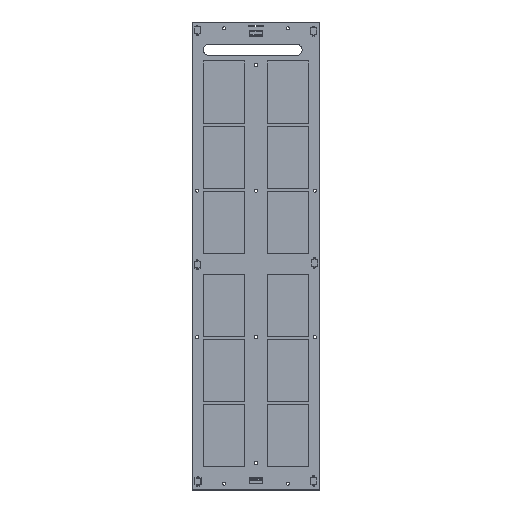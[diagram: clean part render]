
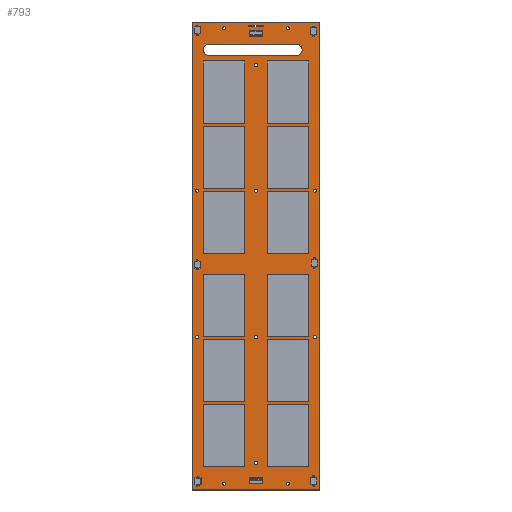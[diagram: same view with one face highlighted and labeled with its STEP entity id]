
A CAD part, top view. The second image highlights one B-rep face of the part: STEP entity #793.
In plain terms, the highlighted planar face has unit normal (0, 0, 1).
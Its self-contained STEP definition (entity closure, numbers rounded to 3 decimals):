
#22 = VERTEX_POINT('',#23);
#23 = CARTESIAN_POINT('',(40.,-147.,0.));
#40 = VERTEX_POINT('',#41);
#41 = CARTESIAN_POINT('',(-40.,-147.,0.));
#47 = EDGE_CURVE('',#22,#40,#48,.T.);
#48 = LINE('',#49,#50);
#49 = CARTESIAN_POINT('',(40.,-147.,0.));
#50 = VECTOR('',#51,1.);
#51 = DIRECTION('',(-1.,0.,0.));
#62 = VERTEX_POINT('',#63);
#63 = CARTESIAN_POINT('',(40.,147.,0.));
#78 = EDGE_CURVE('',#62,#22,#79,.T.);
#79 = LINE('',#80,#81);
#80 = CARTESIAN_POINT('',(40.,147.,0.));
#81 = VECTOR('',#82,1.);
#82 = DIRECTION('',(0.,-1.,0.));
#93 = VERTEX_POINT('',#94);
#94 = CARTESIAN_POINT('',(-40.,147.,0.));
#109 = EDGE_CURVE('',#93,#40,#110,.T.);
#110 = LINE('',#111,#112);
#111 = CARTESIAN_POINT('',(-40.,147.,0.));
#112 = VECTOR('',#113,1.);
#113 = DIRECTION('',(0.,-1.,0.));
#131 = EDGE_CURVE('',#93,#62,#132,.T.);
#132 = LINE('',#133,#134);
#133 = CARTESIAN_POINT('',(-40.,147.,0.));
#134 = VECTOR('',#135,1.);
#135 = DIRECTION('',(1.,0.,0.));
#146 = VERTEX_POINT('',#147);
#147 = CARTESIAN_POINT('',(-36.,-51.,0.));
#163 = EDGE_CURVE('',#146,#146,#164,.T.);
#164 = CIRCLE('',#165,1.);
#165 = AXIS2_PLACEMENT_3D('',#166,#167,#168);
#166 = CARTESIAN_POINT('',(-37.,-51.,0.));
#167 = DIRECTION('',(0.,0.,1.));
#168 = DIRECTION('',(1.,0.,0.));
#179 = VERTEX_POINT('',#180);
#180 = CARTESIAN_POINT('',(1.,-51.,0.));
#196 = EDGE_CURVE('',#179,#179,#197,.T.);
#197 = CIRCLE('',#198,1.);
#198 = AXIS2_PLACEMENT_3D('',#199,#200,#201);
#199 = CARTESIAN_POINT('',(0.,-51.,0.));
#200 = DIRECTION('',(0.,0.,1.));
#201 = DIRECTION('',(1.,0.,0.));
#212 = VERTEX_POINT('',#213);
#213 = CARTESIAN_POINT('',(1.,41.,0.));
#229 = EDGE_CURVE('',#212,#212,#230,.T.);
#230 = CIRCLE('',#231,1.);
#231 = AXIS2_PLACEMENT_3D('',#232,#233,#234);
#232 = CARTESIAN_POINT('',(0.,41.,0.));
#233 = DIRECTION('',(0.,0.,1.));
#234 = DIRECTION('',(1.,0.,0.));
#245 = VERTEX_POINT('',#246);
#246 = CARTESIAN_POINT('',(-36.,41.,0.));
#262 = EDGE_CURVE('',#245,#245,#263,.T.);
#263 = CIRCLE('',#264,1.);
#264 = AXIS2_PLACEMENT_3D('',#265,#266,#267);
#265 = CARTESIAN_POINT('',(-37.,41.,0.));
#266 = DIRECTION('',(0.,0.,1.));
#267 = DIRECTION('',(1.,0.,0.));
#278 = VERTEX_POINT('',#279);
#279 = CARTESIAN_POINT('',(21.,143.,0.));
#295 = EDGE_CURVE('',#278,#278,#296,.T.);
#296 = CIRCLE('',#297,1.);
#297 = AXIS2_PLACEMENT_3D('',#298,#299,#300);
#298 = CARTESIAN_POINT('',(20.,143.,0.));
#299 = DIRECTION('',(0.,0.,1.));
#300 = DIRECTION('',(1.,0.,0.));
#311 = VERTEX_POINT('',#312);
#312 = CARTESIAN_POINT('',(-4.,145.,0.));
#330 = VERTEX_POINT('',#331);
#331 = CARTESIAN_POINT('',(-4.,144.,0.));
#337 = EDGE_CURVE('',#311,#330,#338,.T.);
#338 = CIRCLE('',#339,0.5);
#339 = AXIS2_PLACEMENT_3D('',#340,#341,#342);
#340 = CARTESIAN_POINT('',(-4.,144.5,0.));
#341 = DIRECTION('',(0.,-0.,1.));
#342 = DIRECTION('',(0.,1.,0.));
#362 = VERTEX_POINT('',#363);
#363 = CARTESIAN_POINT('',(4.,145.,0.));
#369 = EDGE_CURVE('',#311,#362,#370,.T.);
#370 = LINE('',#371,#372);
#371 = CARTESIAN_POINT('',(-4.,145.,0.));
#372 = VECTOR('',#373,1.);
#373 = DIRECTION('',(1.,0.,0.));
#393 = VERTEX_POINT('',#394);
#394 = CARTESIAN_POINT('',(4.,144.,0.));
#400 = EDGE_CURVE('',#330,#393,#401,.T.);
#401 = LINE('',#402,#403);
#402 = CARTESIAN_POINT('',(-4.,144.,0.));
#403 = VECTOR('',#404,1.);
#404 = DIRECTION('',(1.,0.,0.));
#423 = EDGE_CURVE('',#393,#362,#424,.T.);
#424 = CIRCLE('',#425,0.5);
#425 = AXIS2_PLACEMENT_3D('',#426,#427,#428);
#426 = CARTESIAN_POINT('',(4.,144.5,0.));
#427 = DIRECTION('',(-0.,0.,1.));
#428 = DIRECTION('',(0.,-1.,0.));
#439 = VERTEX_POINT('',#440);
#440 = CARTESIAN_POINT('',(-19.,143.,0.));
#456 = EDGE_CURVE('',#439,#439,#457,.T.);
#457 = CIRCLE('',#458,1.);
#458 = AXIS2_PLACEMENT_3D('',#459,#460,#461);
#459 = CARTESIAN_POINT('',(-20.,143.,0.));
#460 = DIRECTION('',(0.,0.,1.));
#461 = DIRECTION('',(1.,0.,0.));
#472 = VERTEX_POINT('',#473);
#473 = CARTESIAN_POINT('',(25.4,133.,0.));
#490 = VERTEX_POINT('',#491);
#491 = CARTESIAN_POINT('',(-29.4,133.,0.));
#497 = EDGE_CURVE('',#472,#490,#498,.T.);
#498 = LINE('',#499,#500);
#499 = CARTESIAN_POINT('',(25.4,133.,0.));
#500 = VECTOR('',#501,1.);
#501 = DIRECTION('',(-1.,0.,0.));
#512 = VERTEX_POINT('',#513);
#513 = CARTESIAN_POINT('',(25.402,126.,0.));
#529 = EDGE_CURVE('',#512,#472,#530,.T.);
#530 = CIRCLE('',#531,3.501);
#531 = AXIS2_PLACEMENT_3D('',#532,#533,#534);
#532 = CARTESIAN_POINT('',(25.5,129.5,0.));
#533 = DIRECTION('',(0.,0.,1.));
#534 = DIRECTION('',(-0.028,-1.,0.));
#555 = VERTEX_POINT('',#556);
#556 = CARTESIAN_POINT('',(-29.4,126.,0.));
#562 = EDGE_CURVE('',#490,#555,#563,.T.);
#563 = CIRCLE('',#564,3.501);
#564 = AXIS2_PLACEMENT_3D('',#565,#566,#567);
#565 = CARTESIAN_POINT('',(-29.5,129.5,0.));
#566 = DIRECTION('',(0.,-0.,1.));
#567 = DIRECTION('',(0.029,1.,0.));
#585 = EDGE_CURVE('',#555,#512,#586,.T.);
#586 = LINE('',#587,#588);
#587 = CARTESIAN_POINT('',(-29.4,126.,0.));
#588 = VECTOR('',#589,1.);
#589 = DIRECTION('',(1.,0.,0.));
#600 = VERTEX_POINT('',#601);
#601 = CARTESIAN_POINT('',(1.,120.,0.));
#617 = EDGE_CURVE('',#600,#600,#618,.T.);
#618 = CIRCLE('',#619,1.);
#619 = AXIS2_PLACEMENT_3D('',#620,#621,#622);
#620 = CARTESIAN_POINT('',(0.,120.,0.));
#621 = DIRECTION('',(0.,0.,1.));
#622 = DIRECTION('',(1.,0.,0.));
#633 = VERTEX_POINT('',#634);
#634 = CARTESIAN_POINT('',(-19.,-143.,0.));
#650 = EDGE_CURVE('',#633,#633,#651,.T.);
#651 = CIRCLE('',#652,1.);
#652 = AXIS2_PLACEMENT_3D('',#653,#654,#655);
#653 = CARTESIAN_POINT('',(-20.,-143.,0.));
#654 = DIRECTION('',(0.,0.,1.));
#655 = DIRECTION('',(1.,0.,0.));
#666 = VERTEX_POINT('',#667);
#667 = CARTESIAN_POINT('',(21.,-143.,0.));
#683 = EDGE_CURVE('',#666,#666,#684,.T.);
#684 = CIRCLE('',#685,1.);
#685 = AXIS2_PLACEMENT_3D('',#686,#687,#688);
#686 = CARTESIAN_POINT('',(20.,-143.,0.));
#687 = DIRECTION('',(0.,0.,1.));
#688 = DIRECTION('',(1.,0.,0.));
#699 = VERTEX_POINT('',#700);
#700 = CARTESIAN_POINT('',(1.,-130.,0.));
#716 = EDGE_CURVE('',#699,#699,#717,.T.);
#717 = CIRCLE('',#718,1.);
#718 = AXIS2_PLACEMENT_3D('',#719,#720,#721);
#719 = CARTESIAN_POINT('',(0.,-130.,0.));
#720 = DIRECTION('',(0.,0.,1.));
#721 = DIRECTION('',(1.,0.,0.));
#732 = VERTEX_POINT('',#733);
#733 = CARTESIAN_POINT('',(38.,41.,0.));
#749 = EDGE_CURVE('',#732,#732,#750,.T.);
#750 = CIRCLE('',#751,1.);
#751 = AXIS2_PLACEMENT_3D('',#752,#753,#754);
#752 = CARTESIAN_POINT('',(37.,41.,0.));
#753 = DIRECTION('',(0.,0.,1.));
#754 = DIRECTION('',(1.,0.,0.));
#765 = VERTEX_POINT('',#766);
#766 = CARTESIAN_POINT('',(38.,-51.,0.));
#782 = EDGE_CURVE('',#765,#765,#783,.T.);
#783 = CIRCLE('',#784,1.);
#784 = AXIS2_PLACEMENT_3D('',#785,#786,#787);
#785 = CARTESIAN_POINT('',(37.,-51.,0.));
#786 = DIRECTION('',(0.,0.,1.));
#787 = DIRECTION('',(1.,0.,0.));
#793 = ADVANCED_FACE('',(#794,#800,#803,#806,#809,#812,#815,#821,#824,
    #830,#833,#836,#839,#842,#845),#848,.T.);
#794 = FACE_BOUND('',#795,.T.);
#795 = EDGE_LOOP('',(#796,#797,#798,#799));
#796 = ORIENTED_EDGE('',*,*,#47,.F.);
#797 = ORIENTED_EDGE('',*,*,#78,.F.);
#798 = ORIENTED_EDGE('',*,*,#131,.F.);
#799 = ORIENTED_EDGE('',*,*,#109,.T.);
#800 = FACE_BOUND('',#801,.T.);
#801 = EDGE_LOOP('',(#802));
#802 = ORIENTED_EDGE('',*,*,#163,.F.);
#803 = FACE_BOUND('',#804,.T.);
#804 = EDGE_LOOP('',(#805));
#805 = ORIENTED_EDGE('',*,*,#196,.F.);
#806 = FACE_BOUND('',#807,.T.);
#807 = EDGE_LOOP('',(#808));
#808 = ORIENTED_EDGE('',*,*,#229,.F.);
#809 = FACE_BOUND('',#810,.T.);
#810 = EDGE_LOOP('',(#811));
#811 = ORIENTED_EDGE('',*,*,#262,.F.);
#812 = FACE_BOUND('',#813,.T.);
#813 = EDGE_LOOP('',(#814));
#814 = ORIENTED_EDGE('',*,*,#295,.F.);
#815 = FACE_BOUND('',#816,.T.);
#816 = EDGE_LOOP('',(#817,#818,#819,#820));
#817 = ORIENTED_EDGE('',*,*,#337,.F.);
#818 = ORIENTED_EDGE('',*,*,#369,.T.);
#819 = ORIENTED_EDGE('',*,*,#423,.F.);
#820 = ORIENTED_EDGE('',*,*,#400,.F.);
#821 = FACE_BOUND('',#822,.T.);
#822 = EDGE_LOOP('',(#823));
#823 = ORIENTED_EDGE('',*,*,#456,.F.);
#824 = FACE_BOUND('',#825,.T.);
#825 = EDGE_LOOP('',(#826,#827,#828,#829));
#826 = ORIENTED_EDGE('',*,*,#497,.F.);
#827 = ORIENTED_EDGE('',*,*,#529,.F.);
#828 = ORIENTED_EDGE('',*,*,#585,.F.);
#829 = ORIENTED_EDGE('',*,*,#562,.F.);
#830 = FACE_BOUND('',#831,.T.);
#831 = EDGE_LOOP('',(#832));
#832 = ORIENTED_EDGE('',*,*,#617,.F.);
#833 = FACE_BOUND('',#834,.T.);
#834 = EDGE_LOOP('',(#835));
#835 = ORIENTED_EDGE('',*,*,#650,.F.);
#836 = FACE_BOUND('',#837,.T.);
#837 = EDGE_LOOP('',(#838));
#838 = ORIENTED_EDGE('',*,*,#683,.F.);
#839 = FACE_BOUND('',#840,.T.);
#840 = EDGE_LOOP('',(#841));
#841 = ORIENTED_EDGE('',*,*,#716,.F.);
#842 = FACE_BOUND('',#843,.T.);
#843 = EDGE_LOOP('',(#844));
#844 = ORIENTED_EDGE('',*,*,#749,.F.);
#845 = FACE_BOUND('',#846,.T.);
#846 = EDGE_LOOP('',(#847));
#847 = ORIENTED_EDGE('',*,*,#782,.F.);
#848 = PLANE('',#849);
#849 = AXIS2_PLACEMENT_3D('',#850,#851,#852);
#850 = CARTESIAN_POINT('',(40.,-147.,0.));
#851 = DIRECTION('',(0.,0.,1.));
#852 = DIRECTION('',(1.,0.,0.));
